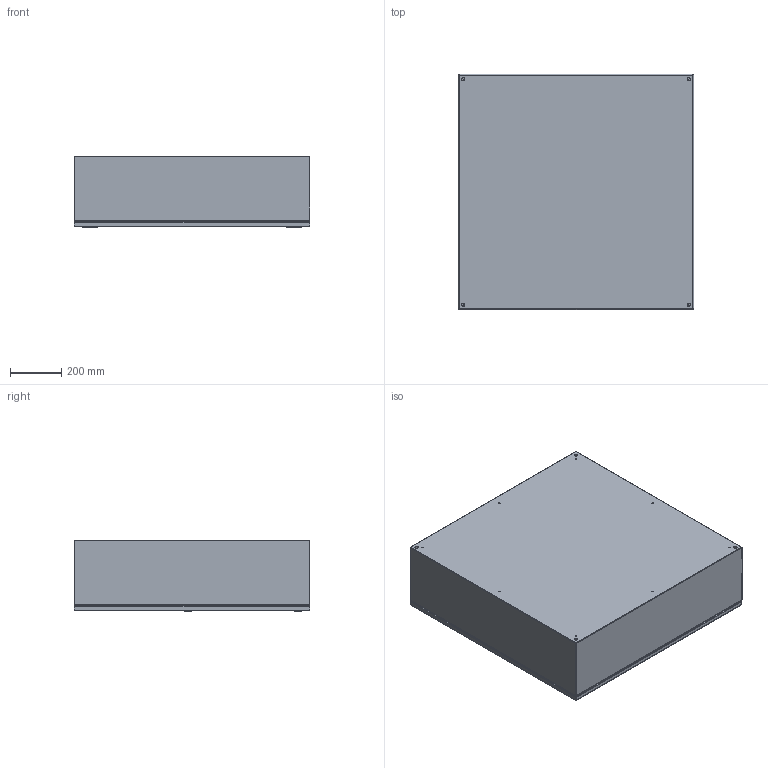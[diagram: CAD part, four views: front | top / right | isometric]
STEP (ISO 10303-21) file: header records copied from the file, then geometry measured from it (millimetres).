
FILE_DESCRIPTION (( 'STEP AP214' ), '1' );
FILE_NAME ('EN4SD363610SSR.STEP', '2019-11-07T21:11:22', ( '' ), ( '' ), 'SwSTEP 2.0', 'SolidWorks 2019', '' );
FILE_SCHEMA (( 'AUTOMOTIVE_DESIGN' ));
Length unit declared in the file: inch
Products named in the file (1): EN4SD363610SSR
Bounding box: 914.4 x 914.4 x 279.45 mm (x, y, z)
Volume: 5497276.6 mm3; surface area: 6095241 mm2
Topology: 51 solids, 52 shells, 1422 faces, 3414 edges, 2139 vertices
Faces by surface type: plane 721, cylinder 458, bspline 175, torus 38, cone 30
Entity records: 66251 total; most frequent: CARTESIAN_POINT 14719, ORIENTED_EDGE 6766, DIRECTION 6582, EDGE_CURVE 3383, AXIS2_PLACEMENT_3D 2253, VERTEX_POINT 2139, LINE 2076, VECTOR 2076
